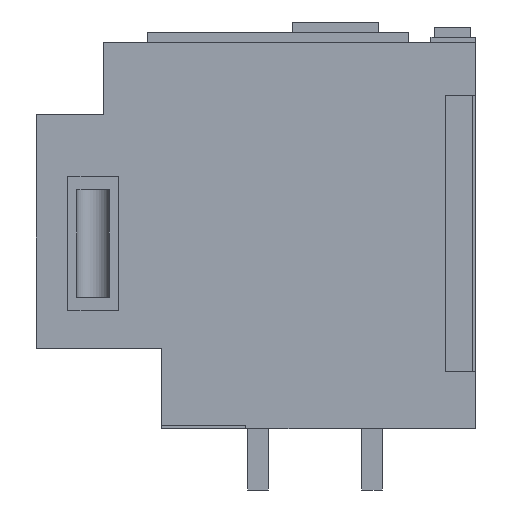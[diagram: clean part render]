
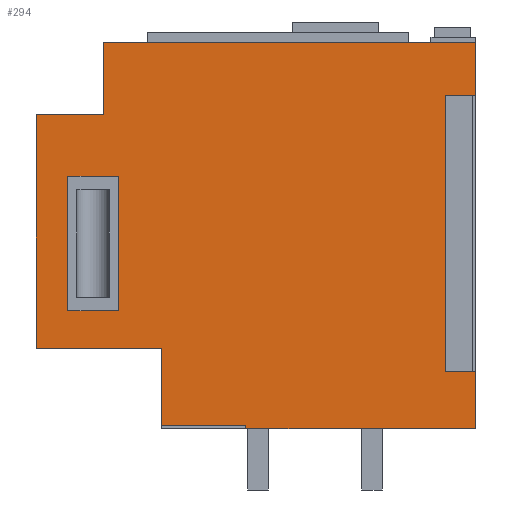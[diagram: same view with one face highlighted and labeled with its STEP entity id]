
A CAD part, left-side view. The second image highlights one B-rep face of the part: STEP entity #294.
In plain terms, the highlighted planar face has unit normal (-1, 0, 0).
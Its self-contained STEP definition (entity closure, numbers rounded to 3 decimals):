
#294=ADVANCED_FACE('',(#1301,#1302,#1303),#446,.F.);
#446=PLANE('',#3244);
#645=LINE('',#4484,#975);
#655=LINE('',#4504,#985);
#678=LINE('',#4549,#1008);
#679=LINE('',#4552,#1009);
#680=LINE('',#4553,#1010);
#681=LINE('',#4554,#1011);
#682=LINE('',#4556,#1012);
#683=LINE('',#4558,#1013);
#684=LINE('',#4560,#1014);
#685=LINE('',#4562,#1015);
#686=LINE('',#4563,#1016);
#687=LINE('',#4566,#1017);
#688=LINE('',#4568,#1018);
#689=LINE('',#4570,#1019);
#690=LINE('',#4571,#1020);
#691=LINE('',#4574,#1021);
#692=LINE('',#4576,#1022);
#693=LINE('',#4578,#1023);
#975=VECTOR('',#3645,1.);
#985=VECTOR('',#3657,1.);
#1008=VECTOR('',#3684,1.);
#1009=VECTOR('',#3685,1.);
#1010=VECTOR('',#3686,1.);
#1011=VECTOR('',#3687,1.);
#1012=VECTOR('',#3688,1.);
#1013=VECTOR('',#3689,1.);
#1014=VECTOR('',#3690,1.);
#1015=VECTOR('',#3691,1.);
#1016=VECTOR('',#3692,1.);
#1017=VECTOR('',#3693,1.);
#1018=VECTOR('',#3694,1.);
#1019=VECTOR('',#3695,1.);
#1020=VECTOR('',#3696,1.);
#1021=VECTOR('',#3697,1.);
#1022=VECTOR('',#3698,1.);
#1023=VECTOR('',#3699,1.);
#1301=FACE_BOUND('',#1463,.T.);
#1302=FACE_BOUND('',#1464,.T.);
#1303=FACE_BOUND('',#1465,.T.);
#1463=EDGE_LOOP('',(#1865,#1866,#1867,#1868,#1869,#1870,#1871,#1872,#1873,
#1874));
#1464=EDGE_LOOP('',(#1875,#1876,#1877,#1878));
#1465=EDGE_LOOP('',(#1879,#1880,#1881,#1882));
#1865=ORIENTED_EDGE('',*,*,#2859,.T.);
#1866=ORIENTED_EDGE('',*,*,#2860,.F.);
#1867=ORIENTED_EDGE('',*,*,#2826,.F.);
#1868=ORIENTED_EDGE('',*,*,#2861,.F.);
#1869=ORIENTED_EDGE('',*,*,#2836,.T.);
#1870=ORIENTED_EDGE('',*,*,#2862,.T.);
#1871=ORIENTED_EDGE('',*,*,#2863,.F.);
#1872=ORIENTED_EDGE('',*,*,#2864,.F.);
#1873=ORIENTED_EDGE('',*,*,#2865,.F.);
#1874=ORIENTED_EDGE('',*,*,#2866,.F.);
#1875=ORIENTED_EDGE('',*,*,#2867,.T.);
#1876=ORIENTED_EDGE('',*,*,#2868,.T.);
#1877=ORIENTED_EDGE('',*,*,#2869,.F.);
#1878=ORIENTED_EDGE('',*,*,#2870,.F.);
#1879=ORIENTED_EDGE('',*,*,#2871,.F.);
#1880=ORIENTED_EDGE('',*,*,#2872,.F.);
#1881=ORIENTED_EDGE('',*,*,#2873,.F.);
#1882=ORIENTED_EDGE('',*,*,#2874,.F.);
#2527=VERTEX_POINT('',#4483);
#2528=VERTEX_POINT('',#4485);
#2537=VERTEX_POINT('',#4505);
#2538=VERTEX_POINT('',#4506);
#2557=VERTEX_POINT('',#4550);
#2558=VERTEX_POINT('',#4551);
#2559=VERTEX_POINT('',#4555);
#2560=VERTEX_POINT('',#4557);
#2561=VERTEX_POINT('',#4559);
#2562=VERTEX_POINT('',#4561);
#2563=VERTEX_POINT('',#4564);
#2564=VERTEX_POINT('',#4565);
#2565=VERTEX_POINT('',#4567);
#2566=VERTEX_POINT('',#4569);
#2567=VERTEX_POINT('',#4572);
#2568=VERTEX_POINT('',#4573);
#2569=VERTEX_POINT('',#4575);
#2570=VERTEX_POINT('',#4577);
#2826=EDGE_CURVE('',#2527,#2528,#645,.T.);
#2836=EDGE_CURVE('',#2537,#2538,#655,.T.);
#2859=EDGE_CURVE('',#2557,#2558,#678,.T.);
#2860=EDGE_CURVE('',#2528,#2558,#679,.T.);
#2861=EDGE_CURVE('',#2537,#2527,#680,.T.);
#2862=EDGE_CURVE('',#2538,#2559,#681,.T.);
#2863=EDGE_CURVE('',#2560,#2559,#682,.T.);
#2864=EDGE_CURVE('',#2561,#2560,#683,.T.);
#2865=EDGE_CURVE('',#2562,#2561,#684,.T.);
#2866=EDGE_CURVE('',#2557,#2562,#685,.T.);
#2867=EDGE_CURVE('',#2563,#2564,#686,.T.);
#2868=EDGE_CURVE('',#2564,#2565,#687,.T.);
#2869=EDGE_CURVE('',#2566,#2565,#688,.T.);
#2870=EDGE_CURVE('',#2563,#2566,#689,.T.);
#2871=EDGE_CURVE('',#2567,#2568,#690,.T.);
#2872=EDGE_CURVE('',#2569,#2567,#691,.T.);
#2873=EDGE_CURVE('',#2570,#2569,#692,.T.);
#2874=EDGE_CURVE('',#2568,#2570,#693,.T.);
#3244=AXIS2_PLACEMENT_3D('',#4579,#3700,#3701);
#3645=DIRECTION('',(0.,1.,0.));
#3657=DIRECTION('',(0.,-1.,0.));
#3684=DIRECTION('',(0.,-1.,0.));
#3685=DIRECTION('',(0.,0.,1.));
#3686=DIRECTION('',(0.,0.,1.));
#3687=DIRECTION('',(0.,0.,1.));
#3688=DIRECTION('',(0.,-1.,0.));
#3689=DIRECTION('',(0.,0.,1.));
#3690=DIRECTION('',(0.,-1.,0.));
#3691=DIRECTION('',(0.,0.,1.));
#3692=DIRECTION('',(0.,1.,0.));
#3693=DIRECTION('',(0.,0.,1.));
#3694=DIRECTION('',(0.,1.,0.));
#3695=DIRECTION('',(0.,0.,1.));
#3696=DIRECTION('',(0.,-1.,0.));
#3697=DIRECTION('',(0.,0.,-1.));
#3698=DIRECTION('',(0.,1.,0.));
#3699=DIRECTION('',(0.,0.,1.));
#3700=DIRECTION('',(1.,0.,0.));
#3701=DIRECTION('',(0.,0.,-1.));
#4483=CARTESIAN_POINT('',(100.,226.,-149.5));
#4484=CARTESIAN_POINT('',(100.,0.,-149.5));
#4485=CARTESIAN_POINT('',(100.,309.,-149.5));
#4504=CARTESIAN_POINT('',(100.,226.,-152.5));
#4505=CARTESIAN_POINT('',(100.,226.,-152.5));
#4506=CARTESIAN_POINT('',(100.,0.,-152.5));
#4549=CARTESIAN_POINT('',(100.,0.,-73.3));
#4550=CARTESIAN_POINT('',(100.,432.,-73.3));
#4551=CARTESIAN_POINT('',(100.,309.,-73.3));
#4552=CARTESIAN_POINT('',(100.,309.,-73.3));
#4553=CARTESIAN_POINT('',(100.,226.,-152.5));
#4554=CARTESIAN_POINT('',(100.,0.,-122.5));
#4555=CARTESIAN_POINT('',(100.,0.,227.5));
#4556=CARTESIAN_POINT('',(100.,0.,227.5));
#4557=CARTESIAN_POINT('',(100.,366.,227.5));
#4558=CARTESIAN_POINT('',(100.,366.,156.5));
#4559=CARTESIAN_POINT('',(100.,366.,156.5));
#4560=CARTESIAN_POINT('',(100.,0.,156.5));
#4561=CARTESIAN_POINT('',(100.,432.,156.5));
#4562=CARTESIAN_POINT('',(100.,432.,-122.5));
#4563=CARTESIAN_POINT('',(100.,30.,-96.5));
#4564=CARTESIAN_POINT('',(100.,3.,-96.5));
#4565=CARTESIAN_POINT('',(100.,30.,-96.5));
#4566=CARTESIAN_POINT('',(100.,30.,-96.5));
#4567=CARTESIAN_POINT('',(100.,30.,175.5));
#4568=CARTESIAN_POINT('',(100.,30.,175.5));
#4569=CARTESIAN_POINT('',(100.,3.,175.5));
#4570=CARTESIAN_POINT('',(100.,3.,-96.5));
#4571=CARTESIAN_POINT('',(100.,371.,-36.3));
#4572=CARTESIAN_POINT('',(100.,401.,-36.3));
#4573=CARTESIAN_POINT('',(100.,351.,-36.3));
#4574=CARTESIAN_POINT('',(100.,401.,-36.3));
#4575=CARTESIAN_POINT('',(100.,401.,95.7));
#4576=CARTESIAN_POINT('',(100.,371.,95.7));
#4577=CARTESIAN_POINT('',(100.,351.,95.7));
#4578=CARTESIAN_POINT('',(100.,351.,-36.3));
#4579=CARTESIAN_POINT('',(100.,0.,-122.5));
